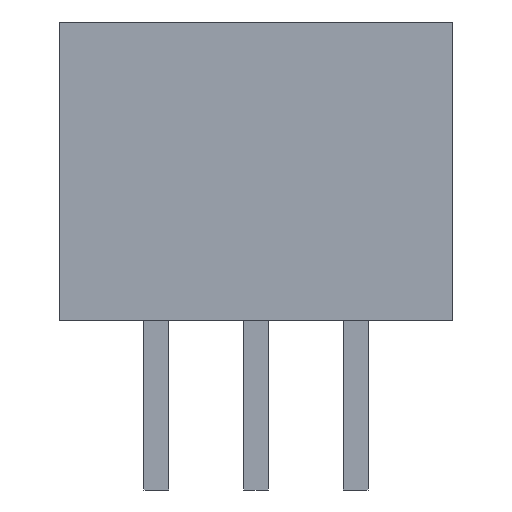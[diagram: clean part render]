
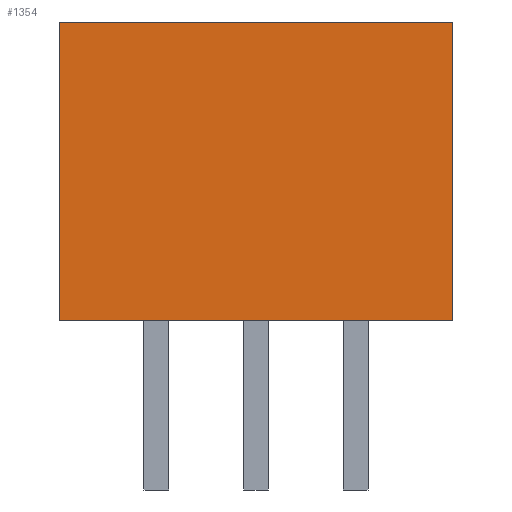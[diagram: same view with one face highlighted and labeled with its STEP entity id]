
A CAD part, front view. The second image highlights one B-rep face of the part: STEP entity #1354.
In plain terms, the highlighted planar face has unit normal (0, -1, 0).
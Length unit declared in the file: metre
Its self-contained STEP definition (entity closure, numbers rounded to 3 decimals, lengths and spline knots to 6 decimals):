
#132=ORIENTED_EDGE('',*,*,#456,.T.);
#133=ORIENTED_EDGE('',*,*,#457,.T.);
#134=ORIENTED_EDGE('',*,*,#458,.T.);
#135=ORIENTED_EDGE('',*,*,#459,.F.);
#456=EDGE_CURVE('',#612,#613,#752,.T.);
#457=EDGE_CURVE('',#613,#614,#753,.T.);
#458=EDGE_CURVE('',#614,#615,#754,.T.);
#459=EDGE_CURVE('',#612,#615,#755,.T.);
#612=VERTEX_POINT('',#2398);
#613=VERTEX_POINT('',#2399);
#614=VERTEX_POINT('',#2401);
#615=VERTEX_POINT('',#2403);
#752=LINE('',#2397,#932);
#753=LINE('',#2400,#933);
#754=LINE('',#2402,#934);
#755=LINE('',#2404,#935);
#932=VECTOR('',#2047,1.);
#933=VECTOR('',#2048,1.);
#934=VECTOR('',#2049,1.);
#935=VECTOR('',#2050,1.);
#1058=EDGE_LOOP('',(#132,#133,#134,#135));
#1136=FACE_BOUND('',#1058,.T.);
#1214=PLANE('',#1859);
#1354=ADVANCED_FACE('',(#1136),#1214,.F.);
#1859=AXIS2_PLACEMENT_3D('',#2396,#2045,#2046);
#2045=DIRECTION('',(0.,1.,0.));
#2046=DIRECTION('',(-1.,0.,0.));
#2047=DIRECTION('',(1.,0.,0.));
#2048=DIRECTION('',(0.,0.,1.));
#2049=DIRECTION('',(-1.,0.,0.));
#2050=DIRECTION('',(0.,0.,1.));
#2396=CARTESIAN_POINT('',(0.00395,-0.0028,0.));
#2397=CARTESIAN_POINT('',(0.,-0.0028,0.));
#2398=CARTESIAN_POINT('',(-0.00395,-0.0028,0.));
#2399=CARTESIAN_POINT('',(0.00395,-0.0028,0.));
#2400=CARTESIAN_POINT('',(0.00395,-0.0028,0.003));
#2401=CARTESIAN_POINT('',(0.00395,-0.0028,0.006));
#2402=CARTESIAN_POINT('',(0.,-0.0028,0.006));
#2403=CARTESIAN_POINT('',(-0.00395,-0.0028,0.006));
#2404=CARTESIAN_POINT('',(-0.00395,-0.0028,0.003));
